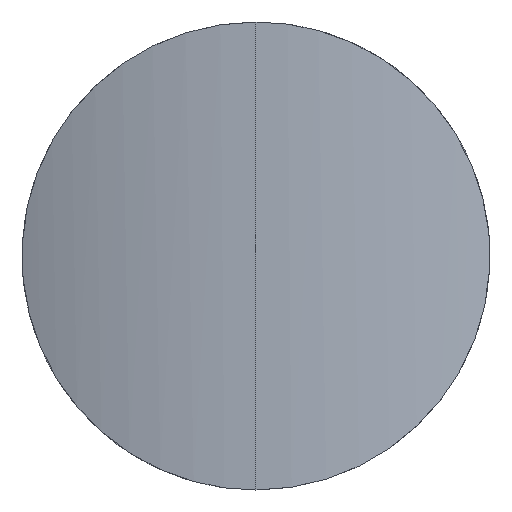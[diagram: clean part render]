
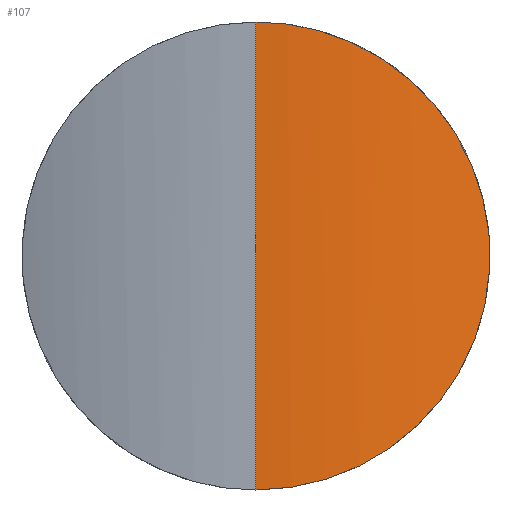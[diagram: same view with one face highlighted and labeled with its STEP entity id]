
A CAD part, left-side view. The second image highlights one B-rep face of the part: STEP entity #107.
In plain terms, the highlighted cylindrical face has radius 30.922 mm (diameter 61.844 mm), a partial arc.
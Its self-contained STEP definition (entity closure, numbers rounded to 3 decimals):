
#14 = CYLINDRICAL_SURFACE ( 'NONE', #215, 30.922 ) ;
#19 = CARTESIAN_POINT ( 'NONE',  ( 2.267, -11.623, 10.15 ) ) ;
#21 = CARTESIAN_POINT ( 'NONE',  ( 2.177, -11.397, 14.375 ) ) ;
#22 = VERTEX_POINT ( 'NONE', #112 ) ;
#24 = CARTESIAN_POINT ( 'NONE',  ( 1.425, -9.29, 4.547 ) ) ;
#39 = EDGE_CURVE ( 'NONE', #57, #22, #292, .T. ) ;
#57 = VERTEX_POINT ( 'NONE', #166 ) ;
#58 = CARTESIAN_POINT ( 'NONE',  ( 0.148, -3.048, 0.397 ) ) ;
#80 = CARTESIAN_POINT ( 'NONE',  ( 1.277, -8.797, 19.423 ) ) ;
#81 = CARTESIAN_POINT ( 'NONE',  ( 0.434, -5.212, 1.197 ) ) ;
#82 = CARTESIAN_POINT ( 'NONE',  ( 0.834, -7.139, 2.423 ) ) ;
#84 = CARTESIAN_POINT ( 'NONE',  ( 2.267, -11.623, 13.246 ) ) ;
#89 = CARTESIAN_POINT ( 'NONE',  ( 0., -0.78, 23.4 ) ) ;
#91 = CARTESIAN_POINT ( 'NONE',  ( 0., 0., 23.4 ) ) ;
#97 = LINE ( 'NONE', #128, #237 ) ;
#107 = ADVANCED_FACE ( 'NONE', ( #234 ), #14, .T. ) ;
#110 = CARTESIAN_POINT ( 'NONE',  ( 0.435, -5.215, 22.201 ) ) ;
#111 = CARTESIAN_POINT ( 'NONE',  ( 0., -0.78, 0. ) ) ;
#112 = CARTESIAN_POINT ( 'NONE',  ( 0., 0., 23.4 ) ) ;
#123 = CARTESIAN_POINT ( 'NONE',  ( 30.922, 0., 23.4 ) ) ;
#128 = CARTESIAN_POINT ( 'NONE',  ( 0., 0., 23.4 ) ) ;
#132 = CARTESIAN_POINT ( 'NONE',  ( 2.052, -11.077, 15.485 ) ) ;
#133 = CARTESIAN_POINT ( 'NONE',  ( 0.558, -5.884, 21.842 ) ) ;
#134 = EDGE_CURVE ( 'NONE', #22, #57, #97, .T. ) ;
#136 = CARTESIAN_POINT ( 'NONE',  ( 1.837, -10.504, 16.909 ) ) ;
#151 = DIRECTION ( 'NONE',  ( 0., 0., -1. ) ) ;
#156 = CARTESIAN_POINT ( 'NONE',  ( 0.98, -7.742, 20.504 ) ) ;
#161 = CARTESIAN_POINT ( 'NONE',  ( 2.002, -10.946, 15.85 ) ) ;
#166 = CARTESIAN_POINT ( 'NONE',  ( 0., 0., 0. ) ) ;
#184 = CARTESIAN_POINT ( 'NONE',  ( 1.202, -8.543, 19.703 ) ) ;
#185 = ORIENTED_EDGE ( 'NONE', *, *, #39, .T. ) ;
#186 = CARTESIAN_POINT ( 'NONE',  ( 1.837, -10.503, 6.488 ) ) ;
#187 = CARTESIAN_POINT ( 'NONE',  ( 2., -10.942, 7.54 ) ) ;
#188 = CARTESIAN_POINT ( 'NONE',  ( 1.276, -8.808, 3.962 ) ) ;
#189 = CARTESIAN_POINT ( 'NONE',  ( 0.15, -3.066, 22.998 ) ) ;
#212 = CARTESIAN_POINT ( 'NONE',  ( 2.176, -11.394, 9.013 ) ) ;
#213 = CARTESIAN_POINT ( 'NONE',  ( 0.279, -4.161, 22.642 ) ) ;
#214 = CARTESIAN_POINT ( 'NONE',  ( 0.557, -5.881, 1.557 ) ) ;
#215 = AXIS2_PLACEMENT_3D ( 'NONE', #123, #151, #227 ) ;
#216 = CARTESIAN_POINT ( 'NONE',  ( 0.029, -1.546, 0.077 ) ) ;
#217 = CARTESIAN_POINT ( 'NONE',  ( 2.138, -11.298, 8.635 ) ) ;
#220 = CARTESIAN_POINT ( 'NONE',  ( 0.029, -1.55, 23.323 ) ) ;
#222 = CARTESIAN_POINT ( 'NONE',  ( 0.232, -3.802, 22.772 ) ) ;
#224 = CARTESIAN_POINT ( 'NONE',  ( 0.115, -2.687, 23.094 ) ) ;
#227 = DIRECTION ( 'NONE',  ( -1., 0., 0. ) ) ;
#234 = FACE_OUTER_BOUND ( 'NONE', #328, .T. ) ;
#236 = CARTESIAN_POINT ( 'NONE',  ( 1.498, -9.51, 18.527 ) ) ;
#237 = VECTOR ( 'NONE', #345, 1000. ) ;
#239 = CARTESIAN_POINT ( 'NONE',  ( 1.708, -10.144, 5.819 ) ) ;
#241 = CARTESIAN_POINT ( 'NONE',  ( 2.299, -11.7, 10.92 ) ) ;
#243 = CARTESIAN_POINT ( 'NONE',  ( 0., 0., 0. ) ) ;
#264 = CARTESIAN_POINT ( 'NONE',  ( 0.114, -2.675, 0.303 ) ) ;
#266 = CARTESIAN_POINT ( 'NONE',  ( 0.833, -7.157, 20.987 ) ) ;
#268 = CARTESIAN_POINT ( 'NONE',  ( 0.278, -4.151, 0.755 ) ) ;
#292 = B_SPLINE_CURVE_WITH_KNOTS ( 'NONE', 3,
 ( #243, #111, #216, #264, #58, #358, #268, #81, #214, #296, #82, #356, #331, #188, #24, #239, #186, #187, #297, #217, #212, #19, #241, #294, #84, #21, #301, #132, #161, #136, #299, #236, #327, #80, #184, #156, #266, #133, #110, #213, #222, #189, #224, #220, #89, #91 ),
 .UNSPECIFIED., .F., .F.,
 ( 4, 2, 2, 2, 2, 2, 2, 2, 2, 2, 2, 2, 2, 2, 2, 2, 2, 2, 2, 2, 2, 2, 4 ),
 ( -0.018, -0.016, -0.015, -0.014, -0.012, -0.01, -0.009, -0.007, -0.005, -0.003, -0.002, 0., 0.002, 0.003, 0.005, 0.007, 0.008, 0.009, 0.012, 0.014, 0.015, 0.016, 0.018 ),
 .UNSPECIFIED. ) ;
#294 = CARTESIAN_POINT ( 'NONE',  ( 2.299, -11.7, 12.481 ) ) ;
#296 = CARTESIAN_POINT ( 'NONE',  ( 0.762, -6.83, 2.193 ) ) ;
#297 = CARTESIAN_POINT ( 'NONE',  ( 2.05, -11.072, 7.9 ) ) ;
#299 = CARTESIAN_POINT ( 'NONE',  ( 1.708, -10.145, 17.578 ) ) ;
#301 = CARTESIAN_POINT ( 'NONE',  ( 2.14, -11.303, 14.747 ) ) ;
#327 = CARTESIAN_POINT ( 'NONE',  ( 1.424, -9.28, 18.835 ) ) ;
#328 = EDGE_LOOP ( 'NONE', ( #185, #332 ) ) ;
#331 = CARTESIAN_POINT ( 'NONE',  ( 1.053, -8.007, 3.161 ) ) ;
#332 = ORIENTED_EDGE ( 'NONE', *, *, #134, .T. ) ;
#345 = DIRECTION ( 'NONE',  ( 0., 0., -1. ) ) ;
#356 = CARTESIAN_POINT ( 'NONE',  ( 0.979, -7.727, 2.906 ) ) ;
#358 = CARTESIAN_POINT ( 'NONE',  ( 0.23, -3.786, 0.623 ) ) ;
